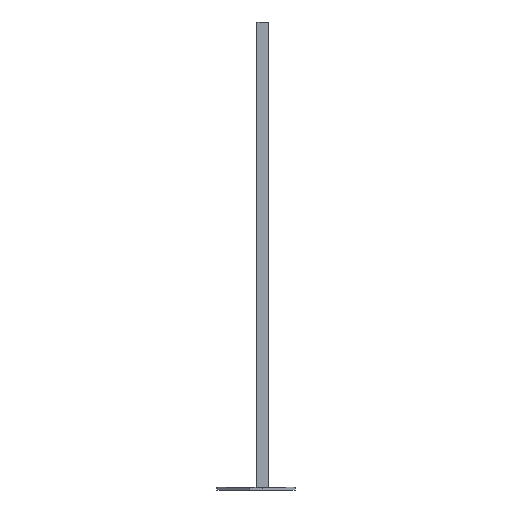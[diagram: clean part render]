
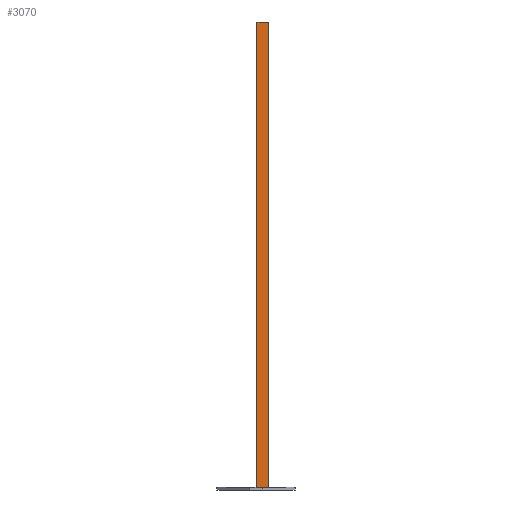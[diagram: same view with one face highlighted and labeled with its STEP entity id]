
A CAD part, left-side view. The second image highlights one B-rep face of the part: STEP entity #3070.
In plain terms, the highlighted face is planar.
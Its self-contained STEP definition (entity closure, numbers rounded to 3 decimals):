
#225 = LINE ( 'NONE', #3352, #4792 ) ;
#286 = EDGE_CURVE ( 'NONE', #4166, #3049, #3783, .T. ) ;
#305 = EDGE_CURVE ( 'NONE', #4710, #1111, #1845, .T. ) ;
#365 = AXIS2_PLACEMENT_3D ( 'NONE', #1355, #1029, #3043 ) ;
#505 = VECTOR ( 'NONE', #4518, 1000. ) ;
#608 = EDGE_CURVE ( 'NONE', #1111, #716, #2765, .T. ) ;
#709 = EDGE_CURVE ( 'NONE', #4710, #1243, #5140, .T. ) ;
#716 = VERTEX_POINT ( 'NONE', #2708 ) ;
#937 = LINE ( 'NONE', #3929, #1576 ) ;
#964 = FACE_OUTER_BOUND ( 'NONE', #2918, .T. ) ;
#1029 = DIRECTION ( 'NONE',  ( -1., 0., 0. ) ) ;
#1074 = EDGE_CURVE ( 'NONE', #3049, #716, #1858, .T. ) ;
#1111 = VERTEX_POINT ( 'NONE', #4141 ) ;
#1122 = ORIENTED_EDGE ( 'NONE', *, *, #2852, .T. ) ;
#1138 = CARTESIAN_POINT ( 'NONE',  ( 20.5, 18.5, 800. ) ) ;
#1243 = VERTEX_POINT ( 'NONE', #4631 ) ;
#1309 = CARTESIAN_POINT ( 'NONE',  ( 20.5, 4.5, 0. ) ) ;
#1355 = CARTESIAN_POINT ( 'NONE',  ( 20.5, 4.5, 800. ) ) ;
#1377 = CARTESIAN_POINT ( 'NONE',  ( 20.5, 4.5, 800. ) ) ;
#1450 = ORIENTED_EDGE ( 'NONE', *, *, #1074, .F. ) ;
#1576 = VECTOR ( 'NONE', #2023, 1000. ) ;
#1693 = CARTESIAN_POINT ( 'NONE',  ( 20.5, 21., 800. ) ) ;
#1845 = LINE ( 'NONE', #1309, #505 ) ;
#1858 = LINE ( 'NONE', #1693, #3538 ) ;
#1967 = CARTESIAN_POINT ( 'NONE',  ( 20.5, 21., 0. ) ) ;
#1987 = DIRECTION ( 'NONE',  ( 0., 1., 0. ) ) ;
#2023 = DIRECTION ( 'NONE',  ( 0., 0., -1. ) ) ;
#2059 = ORIENTED_EDGE ( 'NONE', *, *, #286, .F. ) ;
#2216 = EDGE_CURVE ( 'NONE', #4383, #4166, #225, .T. ) ;
#2335 = DIRECTION ( 'NONE',  ( 0., 0., -1. ) ) ;
#2424 = ORIENTED_EDGE ( 'NONE', *, *, #608, .T. ) ;
#2483 = DIRECTION ( 'NONE',  ( 0., -1., 0. ) ) ;
#2507 = ORIENTED_EDGE ( 'NONE', *, *, #305, .T. ) ;
#2563 = CARTESIAN_POINT ( 'NONE',  ( 20.5, 4.5, 0. ) ) ;
#2599 = PLANE ( 'NONE',  #365 ) ;
#2708 = CARTESIAN_POINT ( 'NONE',  ( 20.5, 21., 0. ) ) ;
#2765 = LINE ( 'NONE', #1967, #3950 ) ;
#2832 = CARTESIAN_POINT ( 'NONE',  ( 20.5, 4.5, 0. ) ) ;
#2852 = EDGE_CURVE ( 'NONE', #4383, #3548, #4343, .T. ) ;
#2904 = VECTOR ( 'NONE', #2483, 1000. ) ;
#2915 = CARTESIAN_POINT ( 'NONE',  ( 20.5, 4.5, 800. ) ) ;
#2918 = EDGE_LOOP ( 'NONE', ( #2507, #2424, #1450, #2059, #5006, #1122, #4529, #3906 ) ) ;
#3043 = DIRECTION ( 'NONE',  ( 0., 0., 1. ) ) ;
#3049 = VERTEX_POINT ( 'NONE', #4193 ) ;
#3070 = ADVANCED_FACE ( 'NONE', ( #964 ), #2599, .F. ) ;
#3352 = CARTESIAN_POINT ( 'NONE',  ( 20.5, 4.5, 800. ) ) ;
#3386 = VECTOR ( 'NONE', #4375, 1000. ) ;
#3538 = VECTOR ( 'NONE', #2335, 1000. ) ;
#3548 = VERTEX_POINT ( 'NONE', #3948 ) ;
#3606 = CARTESIAN_POINT ( 'NONE',  ( 20.5, 0., 800. ) ) ;
#3783 = LINE ( 'NONE', #2915, #4825 ) ;
#3906 = ORIENTED_EDGE ( 'NONE', *, *, #709, .F. ) ;
#3929 = CARTESIAN_POINT ( 'NONE',  ( 20.5, 0., 800. ) ) ;
#3948 = CARTESIAN_POINT ( 'NONE',  ( 20.5, 0., 800. ) ) ;
#3950 = VECTOR ( 'NONE', #1987, 1000. ) ;
#4141 = CARTESIAN_POINT ( 'NONE',  ( 20.5, 18.5, 0. ) ) ;
#4166 = VERTEX_POINT ( 'NONE', #1138 ) ;
#4193 = CARTESIAN_POINT ( 'NONE',  ( 20.5, 21., 800. ) ) ;
#4343 = LINE ( 'NONE', #3606, #2904 ) ;
#4375 = DIRECTION ( 'NONE',  ( 0., -1., 0. ) ) ;
#4383 = VERTEX_POINT ( 'NONE', #1377 ) ;
#4439 = DIRECTION ( 'NONE',  ( 0., 1., 0. ) ) ;
#4518 = DIRECTION ( 'NONE',  ( 0., 1., 0. ) ) ;
#4529 = ORIENTED_EDGE ( 'NONE', *, *, #4872, .T. ) ;
#4631 = CARTESIAN_POINT ( 'NONE',  ( 20.5, 0., 0. ) ) ;
#4710 = VERTEX_POINT ( 'NONE', #2832 ) ;
#4792 = VECTOR ( 'NONE', #4925, 1000. ) ;
#4825 = VECTOR ( 'NONE', #4439, 1000. ) ;
#4872 = EDGE_CURVE ( 'NONE', #3548, #1243, #937, .T. ) ;
#4925 = DIRECTION ( 'NONE',  ( 0., 1., 0. ) ) ;
#5006 = ORIENTED_EDGE ( 'NONE', *, *, #2216, .F. ) ;
#5140 = LINE ( 'NONE', #2563, #3386 ) ;
